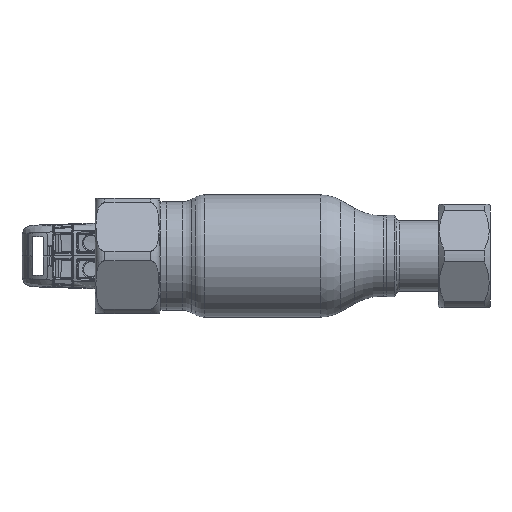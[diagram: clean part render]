
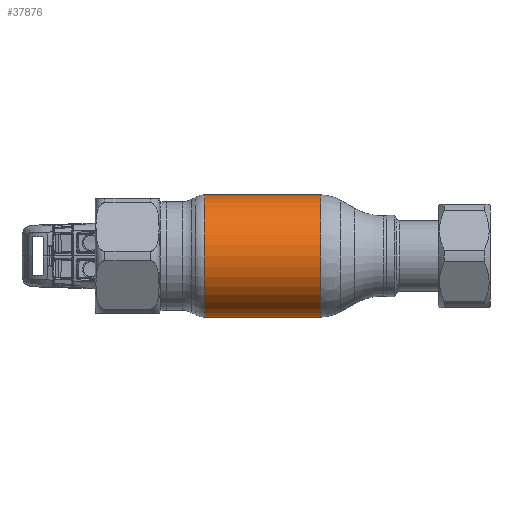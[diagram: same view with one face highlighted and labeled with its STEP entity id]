
A CAD part, front view. The second image highlights one B-rep face of the part: STEP entity #37876.
In plain terms, the highlighted cylindrical face has radius 19 mm (diameter 38 mm), a partial arc.
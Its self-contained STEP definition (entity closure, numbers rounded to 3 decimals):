
#305 = CARTESIAN_POINT ( 'NONE',  ( 62.69, 0., 0. ) ) ;
#1020 = DIRECTION ( 'NONE',  ( 1., 0., 0. ) ) ;
#2940 = CIRCLE ( 'NONE', #7861, 19. ) ;
#3043 = ORIENTED_EDGE ( 'NONE', *, *, #39695, .T. ) ;
#7861 = AXIS2_PLACEMENT_3D ( 'NONE', #36905, #58828, #25859 ) ;
#10182 = AXIS2_PLACEMENT_3D ( 'NONE', #305, #1020, #28360 ) ;
#12504 = LINE ( 'NONE', #67556, #67593 ) ;
#14537 = AXIS2_PLACEMENT_3D ( 'NONE', #64504, #15189, #14951 ) ;
#14951 = DIRECTION ( 'NONE',  ( 0., 0., -1. ) ) ;
#15189 = DIRECTION ( 'NONE',  ( 1., 0., 0. ) ) ;
#17917 = CARTESIAN_POINT ( 'NONE',  ( -18.035, 0., -19. ) ) ;
#18126 = VERTEX_POINT ( 'NONE', #17917 ) ;
#23989 = VERTEX_POINT ( 'NONE', #68842 ) ;
#25859 = DIRECTION ( 'NONE',  ( 0., 0., -1. ) ) ;
#28360 = DIRECTION ( 'NONE',  ( 0., 0., -1. ) ) ;
#28856 = CYLINDRICAL_SURFACE ( 'NONE', #10182, 19. ) ;
#31145 = ORIENTED_EDGE ( 'NONE', *, *, #55287, .F. ) ;
#35303 = ORIENTED_EDGE ( 'NONE', *, *, #70484, .F. ) ;
#35546 = LINE ( 'NONE', #45263, #36356 ) ;
#36356 = VECTOR ( 'NONE', #61432, 1000. ) ;
#36905 = CARTESIAN_POINT ( 'NONE',  ( 18.035, 0., 0. ) ) ;
#37876 = ADVANCED_FACE ( 'NONE', ( #63328 ), #28856, .T. ) ;
#39695 = EDGE_CURVE ( 'NONE', #48279, #18126, #44092, .T. ) ;
#40323 = DIRECTION ( 'NONE',  ( 1., 0., 0. ) ) ;
#44092 = CIRCLE ( 'NONE', #14537, 19. ) ;
#45263 = CARTESIAN_POINT ( 'NONE',  ( 62.69, 0., -19. ) ) ;
#48279 = VERTEX_POINT ( 'NONE', #49137 ) ;
#48314 = EDGE_CURVE ( 'NONE', #18126, #23989, #35546, .T. ) ;
#49137 = CARTESIAN_POINT ( 'NONE',  ( -18.035, 0., 19. ) ) ;
#49176 = VERTEX_POINT ( 'NONE', #61018 ) ;
#53631 = EDGE_LOOP ( 'NONE', ( #31145, #3043, #60278, #35303 ) ) ;
#55287 = EDGE_CURVE ( 'NONE', #48279, #49176, #12504, .T. ) ;
#58828 = DIRECTION ( 'NONE',  ( 1., 0., 0. ) ) ;
#60278 = ORIENTED_EDGE ( 'NONE', *, *, #48314, .T. ) ;
#61018 = CARTESIAN_POINT ( 'NONE',  ( 18.035, 0., 19. ) ) ;
#61432 = DIRECTION ( 'NONE',  ( 1., 0., 0. ) ) ;
#63328 = FACE_OUTER_BOUND ( 'NONE', #53631, .T. ) ;
#64504 = CARTESIAN_POINT ( 'NONE',  ( -18.035, 0., 0. ) ) ;
#67556 = CARTESIAN_POINT ( 'NONE',  ( 62.69, 0., 19. ) ) ;
#67593 = VECTOR ( 'NONE', #40323, 1000. ) ;
#68842 = CARTESIAN_POINT ( 'NONE',  ( 18.035, 0., -19. ) ) ;
#70484 = EDGE_CURVE ( 'NONE', #49176, #23989, #2940, .T. ) ;
